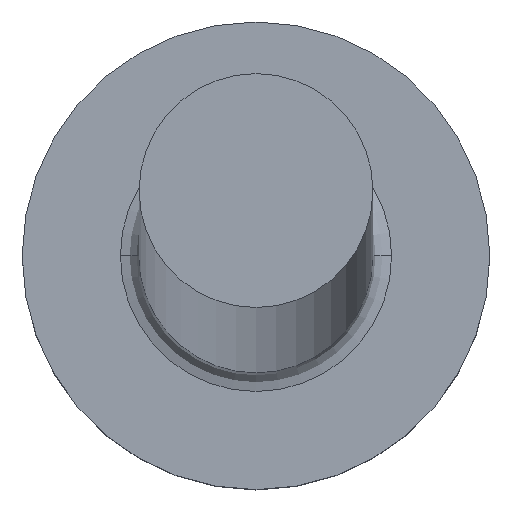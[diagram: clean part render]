
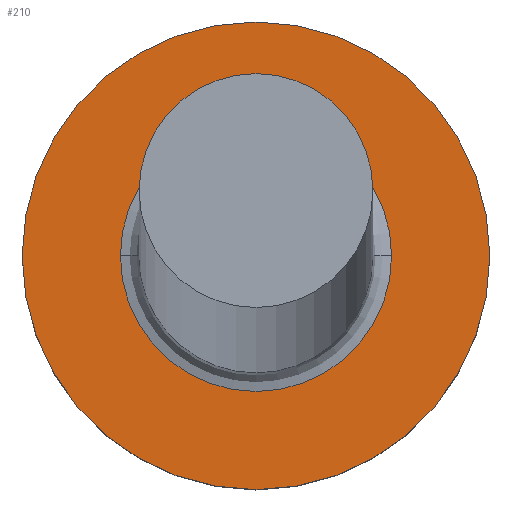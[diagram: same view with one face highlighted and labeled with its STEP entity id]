
A CAD part, top view. The second image highlights one B-rep face of the part: STEP entity #210.
In plain terms, the highlighted planar face has unit normal (0, 0, 1).
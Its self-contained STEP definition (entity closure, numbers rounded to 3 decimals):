
#7 = DIRECTION ( 'NONE',  ( 0., 0., -1. ) ) ;
#8 = AXIS2_PLACEMENT_3D ( 'NONE', #99, #7, #197 ) ;
#10 = FACE_BOUND ( 'NONE', #182, .T. ) ;
#13 = DIRECTION ( 'NONE',  ( 1., 0., 0. ) ) ;
#26 = CARTESIAN_POINT ( 'NONE',  ( -1.45, 0., 2. ) ) ;
#30 = CARTESIAN_POINT ( 'NONE',  ( 0., 0., 2. ) ) ;
#45 = VERTEX_POINT ( 'NONE', #26 ) ;
#55 = ORIENTED_EDGE ( 'NONE', *, *, #111, .T. ) ;
#60 = AXIS2_PLACEMENT_3D ( 'NONE', #194, #97, #78 ) ;
#65 = PLANE ( 'NONE',  #89 ) ;
#72 = EDGE_CURVE ( 'NONE', #233, #254, #181, .T. ) ;
#78 = DIRECTION ( 'NONE',  ( 1., 0., 0. ) ) ;
#89 = AXIS2_PLACEMENT_3D ( 'NONE', #151, #132, #13 ) ;
#90 = CARTESIAN_POINT ( 'NONE',  ( 1.45, 0., 2. ) ) ;
#97 = DIRECTION ( 'NONE',  ( 0., 0., 1. ) ) ;
#99 = CARTESIAN_POINT ( 'NONE',  ( 0., 0., 2. ) ) ;
#101 = EDGE_CURVE ( 'NONE', #190, #45, #222, .T. ) ;
#104 = DIRECTION ( 'NONE',  ( 0., 0., -1. ) ) ;
#107 = CIRCLE ( 'NONE', #177, 2.5 ) ;
#111 = EDGE_CURVE ( 'NONE', #254, #233, #107, .T. ) ;
#117 = AXIS2_PLACEMENT_3D ( 'NONE', #243, #104, #236 ) ;
#123 = EDGE_CURVE ( 'NONE', #45, #190, #260, .T. ) ;
#132 = DIRECTION ( 'NONE',  ( 0., 0., 1. ) ) ;
#135 = ORIENTED_EDGE ( 'NONE', *, *, #72, .T. ) ;
#151 = CARTESIAN_POINT ( 'NONE',  ( 0., 0., 2. ) ) ;
#177 = AXIS2_PLACEMENT_3D ( 'NONE', #30, #217, #235 ) ;
#181 = CIRCLE ( 'NONE', #60, 2.5 ) ;
#182 = EDGE_LOOP ( 'NONE', ( #303, #280 ) ) ;
#190 = VERTEX_POINT ( 'NONE', #90 ) ;
#194 = CARTESIAN_POINT ( 'NONE',  ( 0., 0., 2. ) ) ;
#197 = DIRECTION ( 'NONE',  ( 1., 0., 0. ) ) ;
#200 = FACE_OUTER_BOUND ( 'NONE', #226, .T. ) ;
#202 = CARTESIAN_POINT ( 'NONE',  ( -2.5, 0., 2. ) ) ;
#210 = ADVANCED_FACE ( 'NONE', ( #10, #200 ), #65, .T. ) ;
#217 = DIRECTION ( 'NONE',  ( 0., 0., 1. ) ) ;
#222 = CIRCLE ( 'NONE', #117, 1.45 ) ;
#226 = EDGE_LOOP ( 'NONE', ( #135, #55 ) ) ;
#233 = VERTEX_POINT ( 'NONE', #202 ) ;
#235 = DIRECTION ( 'NONE',  ( 1., 0., 0. ) ) ;
#236 = DIRECTION ( 'NONE',  ( 1., 0., 0. ) ) ;
#243 = CARTESIAN_POINT ( 'NONE',  ( 0., 0., 2. ) ) ;
#254 = VERTEX_POINT ( 'NONE', #299 ) ;
#260 = CIRCLE ( 'NONE', #8, 1.45 ) ;
#280 = ORIENTED_EDGE ( 'NONE', *, *, #123, .T. ) ;
#299 = CARTESIAN_POINT ( 'NONE',  ( 2.5, 0., 2. ) ) ;
#303 = ORIENTED_EDGE ( 'NONE', *, *, #101, .T. ) ;
